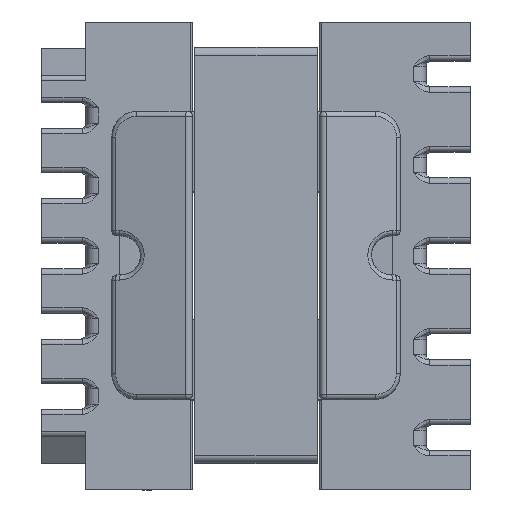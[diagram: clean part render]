
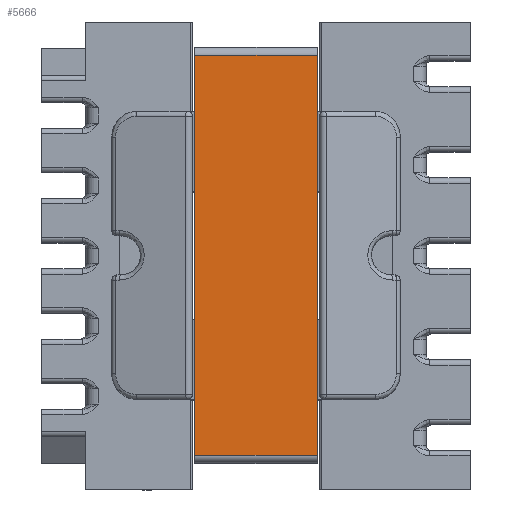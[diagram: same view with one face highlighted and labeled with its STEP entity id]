
A CAD part, top view. The second image highlights one B-rep face of the part: STEP entity #5666.
In plain terms, the highlighted planar face has unit normal (0, 0, 1).
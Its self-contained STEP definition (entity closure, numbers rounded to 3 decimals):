
#2154=ORIENTED_EDGE('',*,*,#3030,.F.);
#2155=ORIENTED_EDGE('',*,*,#3031,.F.);
#2156=ORIENTED_EDGE('',*,*,#3032,.T.);
#2157=ORIENTED_EDGE('',*,*,#3029,.T.);
#3029=EDGE_CURVE('',#3550,#3551,#4003,.T.);
#3030=EDGE_CURVE('',#3552,#3551,#4004,.T.);
#3031=EDGE_CURVE('',#3553,#3552,#4005,.T.);
#3032=EDGE_CURVE('',#3553,#3550,#4006,.T.);
#3550=VERTEX_POINT('',#11001);
#3551=VERTEX_POINT('',#11003);
#3552=VERTEX_POINT('',#11007);
#3553=VERTEX_POINT('',#11009);
#4003=LINE('',#11004,#4463);
#4004=LINE('',#11006,#4464);
#4005=LINE('',#11008,#4465);
#4006=LINE('',#11010,#4466);
#4463=VECTOR('',#7983,1000.);
#4464=VECTOR('',#7986,1000.);
#4465=VECTOR('',#7987,1000.);
#4466=VECTOR('',#7988,1000.);
#4838=EDGE_LOOP('',(#2154,#2155,#2156,#2157));
#5200=FACE_BOUND('',#4838,.T.);
#5331=PLANE('',#6313);
#5666=ADVANCED_FACE('',(#5200),#5331,.T.);
#6313=AXIS2_PLACEMENT_3D('',#11005,#7984,#7985);
#7983=DIRECTION('',(0.,1.,0.));
#7984=DIRECTION('',(0.,0.,1.));
#7985=DIRECTION('',(-1.,0.,0.));
#7986=DIRECTION('',(1.,0.,0.));
#7987=DIRECTION('',(0.,1.,0.));
#7988=DIRECTION('',(1.,0.,0.));
#11001=CARTESIAN_POINT('',(7.7,-2.35,8.2));
#11003=CARTESIAN_POINT('',(7.7,2.35,8.2));
#11004=CARTESIAN_POINT('',(7.7,-2.35,8.2));
#11005=CARTESIAN_POINT('',(-8.,-2.35,8.2));
#11006=CARTESIAN_POINT('',(-8.,2.35,8.2));
#11007=CARTESIAN_POINT('',(-7.7,2.35,8.2));
#11008=CARTESIAN_POINT('',(-7.7,-2.35,8.2));
#11009=CARTESIAN_POINT('',(-7.7,-2.35,8.2));
#11010=CARTESIAN_POINT('',(-8.,-2.35,8.2));
